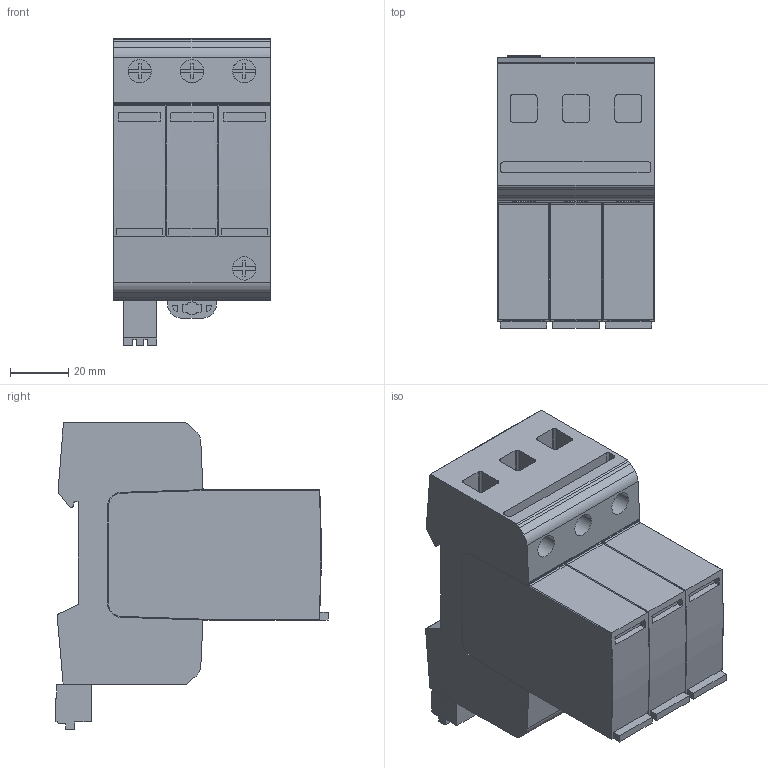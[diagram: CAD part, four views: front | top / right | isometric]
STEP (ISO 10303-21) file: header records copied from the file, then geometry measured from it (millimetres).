
FILE_DESCRIPTION((''),'2;1');
FILE_NAME('NWEGEN_CUSTOMER_2P1_3P0_T1_R','2024-03-12T13:14:36',('sebastjan.kamensek'),('Audax d.o.o.'),'CREO PARAMETRIC BY PTC INC, 2023014','CREO PARAMETRIC BY PTC INC, 2023014','');
FILE_SCHEMA(('AP242_MANAGED_MODEL_BASED_3D_ENGINEERING_MIM_LF { 1 0 10303 442 1 1 4 }'));
Length unit declared in the file: millimetre
Products named in the file (1): NWEGEN_CUSTOMER_2P1_3P0_T1_R
Bounding box: 54 x 93.86 x 105.62 mm (x, y, z)
Volume: 317383.2 mm3; surface area: 37073 mm2
Topology: 1 solids, 4 shells, 407 faces, 1154 edges, 771 vertices
Faces by surface type: plane 258, cylinder 85, extrusion 58, cone 6
Entity records: 14805 total; most frequent: CARTESIAN_POINT 3957, ORIENTED_EDGE 2308, DIRECTION 1951, EDGE_CURVE 1154, VECTOR 817, VERTEX_POINT 771, LINE 759, AXIS2_PLACEMENT_3D 567
